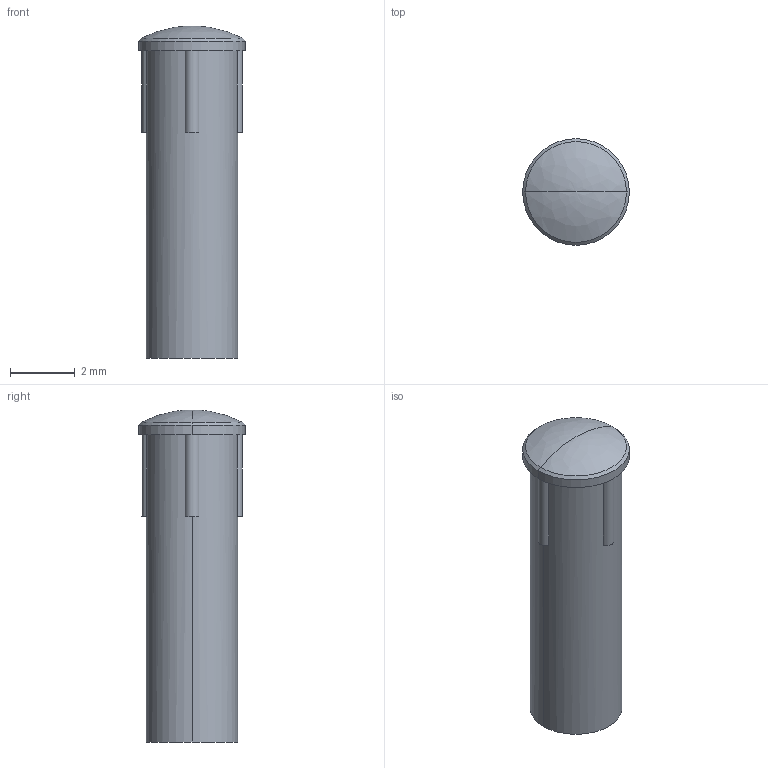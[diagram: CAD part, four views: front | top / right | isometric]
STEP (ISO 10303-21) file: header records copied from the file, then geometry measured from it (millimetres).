
FILE_DESCRIPTION (( 'STEP AP214' ), '1' );
FILE_NAME ('PLP2-375.STEP', '2024-08-09T10:07:18', ( '' ), ( '' ), 'SwSTEP 2.0', 'SolidWorks 2024', '' );
FILE_SCHEMA (( 'AUTOMOTIVE_DESIGN' ));
Length unit declared in the file: inch
Products named in the file (1): PLP2-375
Bounding box: 3.3 x 3.3 x 10.29 mm (x, y, z)
Volume: 65.7 mm3; surface area: 107.5 mm2
Topology: 1 solids, 1 shells, 19 faces, 47 edges, 29 vertices
Faces by surface type: cylinder 9, plane 6, bspline 2, cone 2
Entity records: 614 total; most frequent: CARTESIAN_POINT 124, DIRECTION 111, ORIENTED_EDGE 90, AXIS2_PLACEMENT_3D 48, EDGE_CURVE 45, CIRCLE 30, VERTEX_POINT 29, EDGE_LOOP 20
